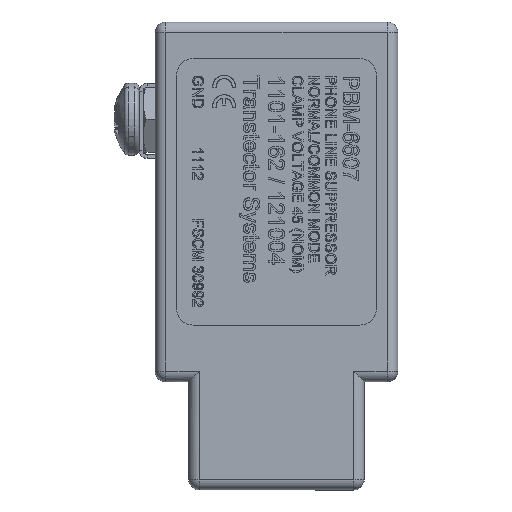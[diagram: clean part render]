
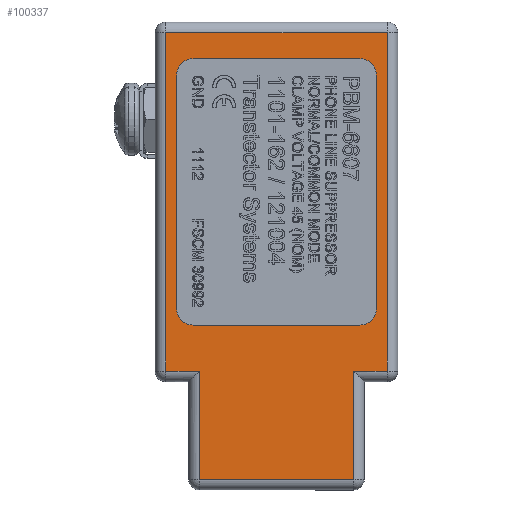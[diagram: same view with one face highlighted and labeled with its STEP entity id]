
A CAD part, top view. The second image highlights one B-rep face of the part: STEP entity #100337.
In plain terms, the highlighted face is planar.
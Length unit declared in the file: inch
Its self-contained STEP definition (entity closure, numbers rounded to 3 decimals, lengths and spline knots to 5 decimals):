
#3200 = CARTESIAN_POINT ( 'NONE',  ( 0.2895, 0., 1.041 ) ) ;
#3471 = CARTESIAN_POINT ( 'NONE',  ( -0.4155, 0., 0.635 ) ) ;
#11361 = VERTEX_POINT ( 'NONE', #32856 ) ;
#15498 = ORIENTED_EDGE ( 'NONE', *, *, #42991, .T. ) ;
#15892 = CARTESIAN_POINT ( 'NONE',  ( 0.4155, 0., -0.635 ) ) ;
#16501 = EDGE_CURVE ( 'NONE', #11361, #135379, #108140, .T. ) ;
#16560 = EDGE_CURVE ( 'NONE', #68639, #60577, #51550, .T. ) ;
#16696 = CARTESIAN_POINT ( 'NONE',  ( -0.4155, 0., -0.635 ) ) ;
#16926 = DIRECTION ( 'NONE',  ( 0., 0., -1. ) ) ;
#17583 = CARTESIAN_POINT ( 'NONE',  ( -0.4155, 0., 0.635 ) ) ;
#19207 = CARTESIAN_POINT ( 'NONE',  ( 0.4155, 0., 0.635 ) ) ;
#19399 = ORIENTED_EDGE ( 'NONE', *, *, #16501, .T. ) ;
#19480 = ORIENTED_EDGE ( 'NONE', *, *, #47075, .T. ) ;
#20182 = CARTESIAN_POINT ( 'NONE',  ( -0.2895, 0., 0.635 ) ) ;
#30886 = CARTESIAN_POINT ( 'NONE',  ( -0.4155, 0., 0.635 ) ) ;
#32856 = CARTESIAN_POINT ( 'NONE',  ( -0.4155, 0., -0.635 ) ) ;
#33379 = VECTOR ( 'NONE', #102896, 39.37008 ) ;
#34569 = VECTOR ( 'NONE', #125478, 39.37008 ) ;
#34816 = LINE ( 'NONE', #133807, #102898 ) ;
#40595 = EDGE_CURVE ( 'NONE', #58925, #68639, #65531, .T. ) ;
#40902 = ORIENTED_EDGE ( 'NONE', *, *, #40595, .T. ) ;
#41553 = DIRECTION ( 'NONE',  ( -1., 0., 0. ) ) ;
#42250 = EDGE_LOOP ( 'NONE', ( #40902, #131090, #79500, #47035, #15498, #19399, #75235, #19480 ) ) ;
#42381 = DIRECTION ( 'NONE',  ( -1., 0., 0. ) ) ;
#42991 = EDGE_CURVE ( 'NONE', #96033, #11361, #34816, .T. ) ;
#43418 = CARTESIAN_POINT ( 'NONE',  ( -0.2895, 0., 0.635 ) ) ;
#43771 = EDGE_CURVE ( 'NONE', #60577, #66046, #51143, .T. ) ;
#45636 = EDGE_CURVE ( 'NONE', #66046, #96033, #64779, .T. ) ;
#45937 = LINE ( 'NONE', #30886, #87561 ) ;
#47035 = ORIENTED_EDGE ( 'NONE', *, *, #45636, .T. ) ;
#47075 = EDGE_CURVE ( 'NONE', #58085, #58925, #45937, .T. ) ;
#51143 = LINE ( 'NONE', #20182, #34569 ) ;
#51550 = LINE ( 'NONE', #135394, #86534 ) ;
#53060 = CARTESIAN_POINT ( 'NONE',  ( 0.4155, 0., 0.635 ) ) ;
#54778 = DIRECTION ( 'NONE',  ( 0., 1., 0. ) ) ;
#58085 = VERTEX_POINT ( 'NONE', #53060 ) ;
#58925 = VERTEX_POINT ( 'NONE', #110889 ) ;
#60577 = VERTEX_POINT ( 'NONE', #137567 ) ;
#64779 = LINE ( 'NONE', #3471, #108041 ) ;
#65531 = LINE ( 'NONE', #119345, #118856 ) ;
#65737 = LINE ( 'NONE', #19207, #95697 ) ;
#66046 = VERTEX_POINT ( 'NONE', #43418 ) ;
#68599 = AXIS2_PLACEMENT_3D ( 'NONE', #106908, #54778, #118099 ) ;
#68639 = VERTEX_POINT ( 'NONE', #3200 ) ;
#75235 = ORIENTED_EDGE ( 'NONE', *, *, #111227, .T. ) ;
#77613 = DIRECTION ( 'NONE',  ( -1., 0., 0. ) ) ;
#79500 = ORIENTED_EDGE ( 'NONE', *, *, #43771, .T. ) ;
#86534 = VECTOR ( 'NONE', #41553, 39.37008 ) ;
#86904 = PLANE ( 'NONE',  #68599 ) ;
#87561 = VECTOR ( 'NONE', #42381, 39.37008 ) ;
#95697 = VECTOR ( 'NONE', #124961, 39.37008 ) ;
#96033 = VERTEX_POINT ( 'NONE', #17583 ) ;
#100337 = ADVANCED_FACE ( 'NONE', ( #112036 ), #86904, .F. ) ;
#102896 = DIRECTION ( 'NONE',  ( 1., 0., 0. ) ) ;
#102898 = VECTOR ( 'NONE', #16926, 39.37008 ) ;
#106908 = CARTESIAN_POINT ( 'NONE',  ( -0.4155, 0., 0.635 ) ) ;
#108041 = VECTOR ( 'NONE', #77613, 39.37008 ) ;
#108140 = LINE ( 'NONE', #16696, #33379 ) ;
#110889 = CARTESIAN_POINT ( 'NONE',  ( 0.2895, 0., 0.635 ) ) ;
#111227 = EDGE_CURVE ( 'NONE', #135379, #58085, #65737, .T. ) ;
#112036 = FACE_OUTER_BOUND ( 'NONE', #42250, .T. ) ;
#118099 = DIRECTION ( 'NONE',  ( 0., 0., 1. ) ) ;
#118856 = VECTOR ( 'NONE', #129928, 39.37008 ) ;
#119345 = CARTESIAN_POINT ( 'NONE',  ( 0.2895, 0., 0.635 ) ) ;
#124961 = DIRECTION ( 'NONE',  ( 0., 0., 1. ) ) ;
#125478 = DIRECTION ( 'NONE',  ( 0., 0., -1. ) ) ;
#129928 = DIRECTION ( 'NONE',  ( 0., 0., 1. ) ) ;
#131090 = ORIENTED_EDGE ( 'NONE', *, *, #16560, .T. ) ;
#133807 = CARTESIAN_POINT ( 'NONE',  ( -0.4155, 0., 0.635 ) ) ;
#135379 = VERTEX_POINT ( 'NONE', #15892 ) ;
#135394 = CARTESIAN_POINT ( 'NONE',  ( -0.4155, 0., 1.041 ) ) ;
#137567 = CARTESIAN_POINT ( 'NONE',  ( -0.2895, 0., 1.041 ) ) ;
